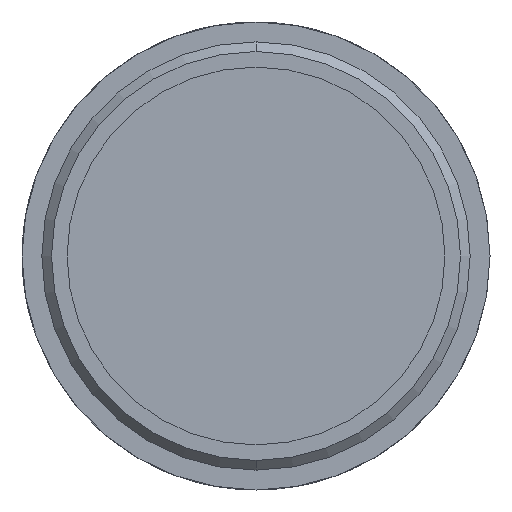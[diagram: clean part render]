
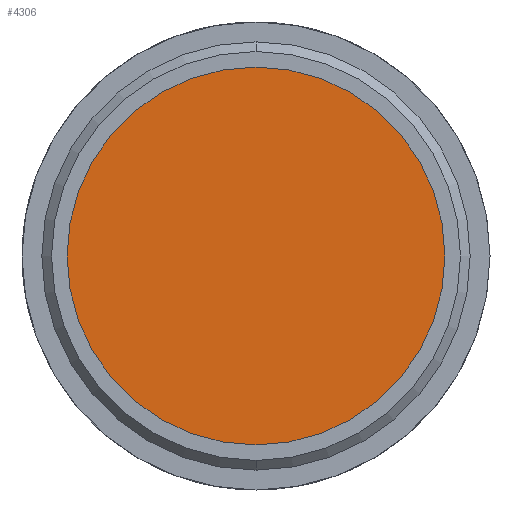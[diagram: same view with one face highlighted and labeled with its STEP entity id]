
A CAD part, front view. The second image highlights one B-rep face of the part: STEP entity #4306.
In plain terms, the highlighted planar face has unit normal (0, -1, 0).
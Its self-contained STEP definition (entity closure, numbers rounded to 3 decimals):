
#66 = EDGE_LOOP ( 'NONE', ( #714, #4151 ) ) ;
#237 = FACE_OUTER_BOUND ( 'NONE', #66, .T. ) ;
#257 = PLANE ( 'NONE',  #4104 ) ;
#365 = CARTESIAN_POINT ( 'NONE',  ( 0., 0., 0. ) ) ;
#714 = ORIENTED_EDGE ( 'NONE', *, *, #3053, .T. ) ;
#753 = CIRCLE ( 'NONE', #3228, 19.5 ) ;
#1189 = AXIS2_PLACEMENT_3D ( 'NONE', #2438, #4131, #2800 ) ;
#1626 = DIRECTION ( 'NONE',  ( 0., -1., 0. ) ) ;
#1730 = DIRECTION ( 'NONE',  ( 0., 0., -1. ) ) ;
#1983 = VERTEX_POINT ( 'NONE', #3930 ) ;
#2081 = DIRECTION ( 'NONE',  ( 0., -1., 0. ) ) ;
#2385 = CIRCLE ( 'NONE', #1189, 19.5 ) ;
#2438 = CARTESIAN_POINT ( 'NONE',  ( 0., 0., 0. ) ) ;
#2633 = CARTESIAN_POINT ( 'NONE',  ( 0., 0., 0. ) ) ;
#2675 = EDGE_CURVE ( 'NONE', #1983, #2746, #2385, .T. ) ;
#2746 = VERTEX_POINT ( 'NONE', #3205 ) ;
#2800 = DIRECTION ( 'NONE',  ( 0., 0., -1. ) ) ;
#3053 = EDGE_CURVE ( 'NONE', #2746, #1983, #753, .T. ) ;
#3205 = CARTESIAN_POINT ( 'NONE',  ( 0., 0., -19.5 ) ) ;
#3228 = AXIS2_PLACEMENT_3D ( 'NONE', #365, #2081, #1730 ) ;
#3930 = CARTESIAN_POINT ( 'NONE',  ( 0., 0., 19.5 ) ) ;
#4104 = AXIS2_PLACEMENT_3D ( 'NONE', #2633, #1626, #4364 ) ;
#4131 = DIRECTION ( 'NONE',  ( 0., -1., 0. ) ) ;
#4151 = ORIENTED_EDGE ( 'NONE', *, *, #2675, .T. ) ;
#4306 = ADVANCED_FACE ( 'NONE', ( #237 ), #257, .T. ) ;
#4364 = DIRECTION ( 'NONE',  ( 0., 0., -1. ) ) ;
